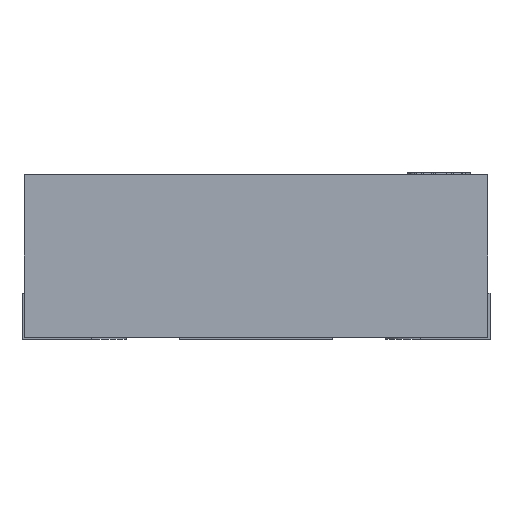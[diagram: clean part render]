
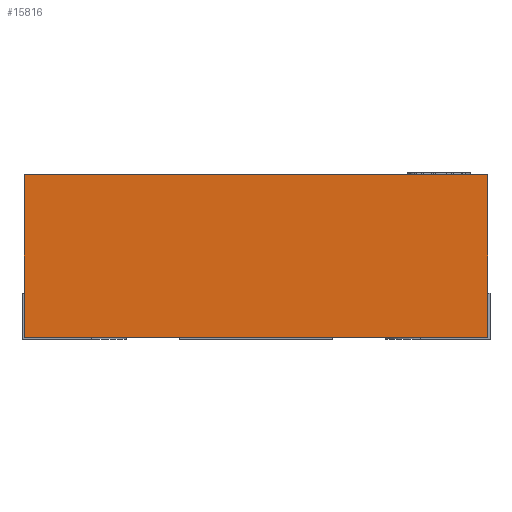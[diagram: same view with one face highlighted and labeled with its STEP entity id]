
A CAD part, front view. The second image highlights one B-rep face of the part: STEP entity #15816.
In plain terms, the highlighted planar face has unit normal (0, -1, 0).
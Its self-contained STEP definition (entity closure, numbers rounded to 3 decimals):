
#198 = CARTESIAN_POINT ( 'NONE',  ( 1., -1.5, 0.71 ) ) ;
#513 = DIRECTION ( 'NONE',  ( 0., 1., 0. ) ) ;
#895 = FACE_OUTER_BOUND ( 'NONE', #6402, .T. ) ;
#1246 = EDGE_CURVE ( 'NONE', #15360, #2364, #2314, .T. ) ;
#1341 = EDGE_CURVE ( 'NONE', #9345, #15360, #3966, .T. ) ;
#2155 = VECTOR ( 'NONE', #7964, 1000. ) ;
#2252 = EDGE_CURVE ( 'NONE', #9345, #13128, #16995, .T. ) ;
#2314 = LINE ( 'NONE', #14823, #9191 ) ;
#2364 = VERTEX_POINT ( 'NONE', #7185 ) ;
#2459 = AXIS2_PLACEMENT_3D ( 'NONE', #17980, #513, #19873 ) ;
#2998 = CARTESIAN_POINT ( 'NONE',  ( -1., -1.5, 0.71 ) ) ;
#3966 = LINE ( 'NONE', #19629, #18552 ) ;
#5898 = EDGE_CURVE ( 'NONE', #13128, #2364, #11403, .T. ) ;
#6174 = CARTESIAN_POINT ( 'NONE',  ( -1., -1.5, 0.71 ) ) ;
#6402 = EDGE_LOOP ( 'NONE', ( #10973, #11137, #10890, #8581 ) ) ;
#7185 = CARTESIAN_POINT ( 'NONE',  ( 1., -1.5, 0.01 ) ) ;
#7707 = CARTESIAN_POINT ( 'NONE',  ( 1., -1.5, 0.71 ) ) ;
#7964 = DIRECTION ( 'NONE',  ( 0., 0., -1. ) ) ;
#8581 = ORIENTED_EDGE ( 'NONE', *, *, #1341, .T. ) ;
#9191 = VECTOR ( 'NONE', #14717, 1000. ) ;
#9345 = VERTEX_POINT ( 'NONE', #2998 ) ;
#10890 = ORIENTED_EDGE ( 'NONE', *, *, #2252, .F. ) ;
#10973 = ORIENTED_EDGE ( 'NONE', *, *, #1246, .T. ) ;
#11137 = ORIENTED_EDGE ( 'NONE', *, *, #5898, .F. ) ;
#11403 = LINE ( 'NONE', #198, #2155 ) ;
#11572 = VECTOR ( 'NONE', #12103, 1000. ) ;
#11639 = CARTESIAN_POINT ( 'NONE',  ( -1., -1.5, 0.01 ) ) ;
#11696 = DIRECTION ( 'NONE',  ( 0., 0., -1. ) ) ;
#11720 = PLANE ( 'NONE',  #2459 ) ;
#12103 = DIRECTION ( 'NONE',  ( 1., 0., 0. ) ) ;
#13128 = VERTEX_POINT ( 'NONE', #7707 ) ;
#14717 = DIRECTION ( 'NONE',  ( 1., 0., 0. ) ) ;
#14823 = CARTESIAN_POINT ( 'NONE',  ( -1., -1.5, 0.01 ) ) ;
#15360 = VERTEX_POINT ( 'NONE', #11639 ) ;
#15816 = ADVANCED_FACE ( 'NONE', ( #895 ), #11720, .F. ) ;
#16995 = LINE ( 'NONE', #6174, #11572 ) ;
#17980 = CARTESIAN_POINT ( 'NONE',  ( -1., -1.5, 0.71 ) ) ;
#18552 = VECTOR ( 'NONE', #11696, 1000. ) ;
#19629 = CARTESIAN_POINT ( 'NONE',  ( -1., -1.5, 0.71 ) ) ;
#19873 = DIRECTION ( 'NONE',  ( 0., 0., 1. ) ) ;
